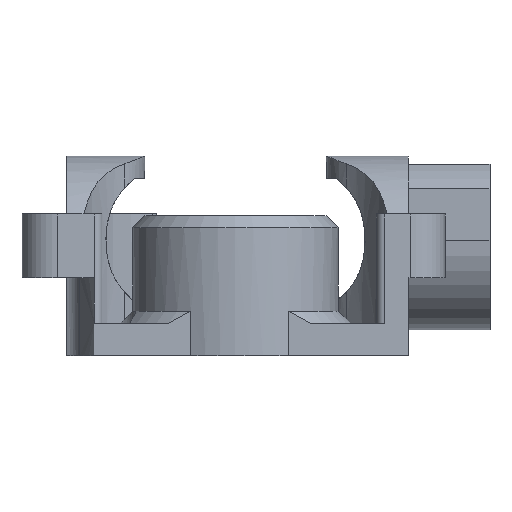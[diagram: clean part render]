
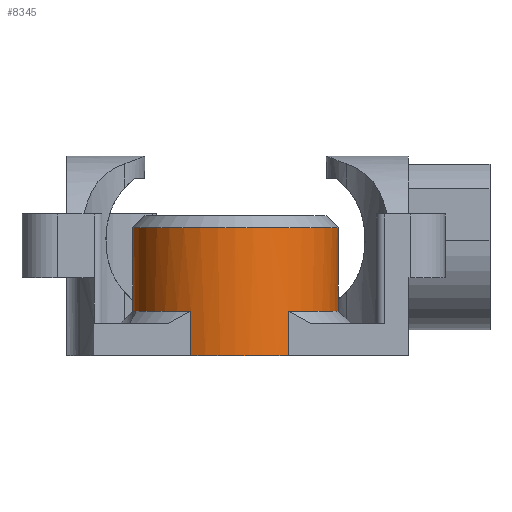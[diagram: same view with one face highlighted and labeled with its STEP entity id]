
A CAD part, left-side view. The second image highlights one B-rep face of the part: STEP entity #8345.
In plain terms, the highlighted cylindrical face has radius 12.6 mm (diameter 25.2 mm), a full revolution.
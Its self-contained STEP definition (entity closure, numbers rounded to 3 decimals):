
#788=B_SPLINE_CURVE_WITH_KNOTS('',3,(#16197,#16198,#16199,#16200,#16201,
#16202,#16203,#16204,#16205,#16206,#16207,#16208,#16209,#16210,#16211,#16212,
#16213,#16214,#16215,#16216,#16217,#16218,#16219,#16220,#16221,#16222,#16223,
#16224,#16225,#16226,#16227,#16228,#16229,#16230,#16231,#16232,#16233,#16234,
#16235,#16236,#16237,#16238),.UNSPECIFIED.,.T.,.F.,(4,2,2,2,2,2,2,2,2,2,
2,2,2,2,2,2,2,2,2,2,4),(0.,0.078,0.117,0.156,
0.185,0.213,0.242,0.27,
0.309,0.348,0.426,0.504,
0.543,0.582,0.611,0.639,
0.668,0.696,0.735,0.774,
0.853),.UNSPECIFIED.);
#885=CYLINDRICAL_SURFACE('',#8625,12.6);
#967=FACE_BOUND('',#1881,.T.);
#1397=FACE_OUTER_BOUND('',#1880,.T.);
#1880=EDGE_LOOP('',(#7216,#7217,#7218,#7219,#7220,#7221,#7222,#7223,#7224,
#7225));
#1881=EDGE_LOOP('',(#7226));
#2406=LINE('',#16189,#2941);
#2407=LINE('',#16191,#2942);
#2408=LINE('',#16195,#2943);
#2941=VECTOR('',#9481,12.6);
#2942=VECTOR('',#9482,10.);
#2943=VECTOR('',#9487,10.);
#3134=CIRCLE('',#8583,12.6);
#3135=CIRCLE('',#8584,12.6);
#3161=CIRCLE('',#8623,12.6);
#3163=CIRCLE('',#8626,12.6);
#3164=CIRCLE('',#8627,12.6);
#3165=CIRCLE('',#8628,12.6);
#3860=VERTEX_POINT('',#16061);
#3872=VERTEX_POINT('',#16085);
#3873=VERTEX_POINT('',#16087);
#3904=VERTEX_POINT('',#16170);
#3905=VERTEX_POINT('',#16174);
#3907=VERTEX_POINT('',#16187);
#3908=VERTEX_POINT('',#16190);
#3909=VERTEX_POINT('',#16192);
#3910=VERTEX_POINT('',#16196);
#5010=EDGE_CURVE('',#3873,#3872,#3134,.T.);
#5011=EDGE_CURVE('',#3860,#3873,#3135,.T.);
#5050=EDGE_CURVE('',#3904,#3905,#3161,.T.);
#5053=EDGE_CURVE('',#3907,#3907,#3163,.T.);
#5054=EDGE_CURVE('',#3907,#3873,#2406,.T.);
#5055=EDGE_CURVE('',#3872,#3908,#2407,.T.);
#5056=EDGE_CURVE('',#3909,#3908,#3164,.T.);
#5057=EDGE_CURVE('',#3905,#3909,#3165,.T.);
#5058=EDGE_CURVE('',#3904,#3860,#2408,.T.);
#5059=EDGE_CURVE('',#3910,#3910,#788,.T.);
#7216=ORIENTED_EDGE('',*,*,#5053,.F.);
#7217=ORIENTED_EDGE('',*,*,#5054,.T.);
#7218=ORIENTED_EDGE('',*,*,#5010,.T.);
#7219=ORIENTED_EDGE('',*,*,#5055,.T.);
#7220=ORIENTED_EDGE('',*,*,#5056,.F.);
#7221=ORIENTED_EDGE('',*,*,#5057,.F.);
#7222=ORIENTED_EDGE('',*,*,#5050,.F.);
#7223=ORIENTED_EDGE('',*,*,#5058,.T.);
#7224=ORIENTED_EDGE('',*,*,#5011,.T.);
#7225=ORIENTED_EDGE('',*,*,#5054,.F.);
#7226=ORIENTED_EDGE('',*,*,#5059,.T.);
#8345=ADVANCED_FACE('',(#1397,#967),#885,.T.);
#8583=AXIS2_PLACEMENT_3D('',#16088,#9381,#9382);
#8584=AXIS2_PLACEMENT_3D('',#16089,#9383,#9384);
#8623=AXIS2_PLACEMENT_3D('',#16175,#9473,#9474);
#8625=AXIS2_PLACEMENT_3D('',#16186,#9477,#9478);
#8626=AXIS2_PLACEMENT_3D('',#16188,#9479,#9480);
#8627=AXIS2_PLACEMENT_3D('',#16193,#9483,#9484);
#8628=AXIS2_PLACEMENT_3D('',#16194,#9485,#9486);
#9381=DIRECTION('center_axis',(0.,0.,1.));
#9382=DIRECTION('ref_axis',(1.,0.,0.));
#9383=DIRECTION('center_axis',(0.,0.,1.));
#9384=DIRECTION('ref_axis',(1.,0.,0.));
#9473=DIRECTION('center_axis',(0.,0.,-1.));
#9474=DIRECTION('ref_axis',(-1.,0.,0.));
#9477=DIRECTION('center_axis',(0.,0.,1.));
#9478=DIRECTION('ref_axis',(1.,0.,0.));
#9479=DIRECTION('center_axis',(0.,0.,1.));
#9480=DIRECTION('ref_axis',(1.,0.,0.));
#9481=DIRECTION('',(0.,0.,-1.));
#9482=DIRECTION('',(0.,0.,1.));
#9483=DIRECTION('center_axis',(0.,0.,-1.));
#9484=DIRECTION('ref_axis',(-1.,0.,0.));
#9485=DIRECTION('center_axis',(0.,0.,-1.));
#9486=DIRECTION('ref_axis',(1.,0.,0.));
#9487=DIRECTION('',(0.,0.,-1.));
#16061=CARTESIAN_POINT('',(-31.1,5.472,0.));
#16085=CARTESIAN_POINT('',(-30.565,-6.465,0.));
#16087=CARTESIAN_POINT('',(-32.35,0.,0.));
#16088=CARTESIAN_POINT('Origin',(-19.75,0.,0.));
#16089=CARTESIAN_POINT('Origin',(-19.75,0.,0.));
#16170=CARTESIAN_POINT('',(-31.1,5.472,5.5));
#16174=CARTESIAN_POINT('',(-22.37,12.325,5.5));
#16175=CARTESIAN_POINT('Origin',(-19.75,0.,5.5));
#16186=CARTESIAN_POINT('Origin',(-19.75,0.,0.));
#16187=CARTESIAN_POINT('',(-32.35,0.,15.7));
#16188=CARTESIAN_POINT('Origin',(-19.75,0.,15.7));
#16189=CARTESIAN_POINT('',(-32.35,0.,0.));
#16190=CARTESIAN_POINT('',(-30.565,-6.465,5.5));
#16191=CARTESIAN_POINT('',(-30.565,-6.465,0.));
#16192=CARTESIAN_POINT('',(-17.13,-12.325,5.5));
#16193=CARTESIAN_POINT('Origin',(-19.75,0.,5.5));
#16194=CARTESIAN_POINT('Origin',(-19.75,0.,5.5));
#16195=CARTESIAN_POINT('',(-31.1,5.472,0.));
#16196=CARTESIAN_POINT('',(-7.15,0.,15.4));
#16197=CARTESIAN_POINT('Ctrl Pts',(-7.15,0.,
15.4));
#16198=CARTESIAN_POINT('Ctrl Pts',(-7.15,0.26,
15.4));
#16199=CARTESIAN_POINT('Ctrl Pts',(-7.159,0.538,
15.35));
#16200=CARTESIAN_POINT('Ctrl Pts',(-7.182,0.911,15.19));
#16201=CARTESIAN_POINT('Ctrl Pts',(-7.192,1.028,15.122));
#16202=CARTESIAN_POINT('Ctrl Pts',(-7.21,1.237,14.961));
#16203=CARTESIAN_POINT('Ctrl Pts',(-7.22,1.328,14.867));
#16204=CARTESIAN_POINT('Ctrl Pts',(-7.234,1.456,14.683));
#16205=CARTESIAN_POINT('Ctrl Pts',(-7.24,1.504,14.591));
#16206=CARTESIAN_POINT('Ctrl Pts',(-7.248,1.569,14.397));
#16207=CARTESIAN_POINT('Ctrl Pts',(-7.25,1.584,14.295));
#16208=CARTESIAN_POINT('Ctrl Pts',(-7.25,1.584,14.105));
#16209=CARTESIAN_POINT('Ctrl Pts',(-7.248,1.569,14.003));
#16210=CARTESIAN_POINT('Ctrl Pts',(-7.24,1.504,13.809));
#16211=CARTESIAN_POINT('Ctrl Pts',(-7.234,1.456,13.717));
#16212=CARTESIAN_POINT('Ctrl Pts',(-7.22,1.328,13.533));
#16213=CARTESIAN_POINT('Ctrl Pts',(-7.21,1.237,13.439));
#16214=CARTESIAN_POINT('Ctrl Pts',(-7.192,1.028,13.278));
#16215=CARTESIAN_POINT('Ctrl Pts',(-7.182,0.911,13.21));
#16216=CARTESIAN_POINT('Ctrl Pts',(-7.159,0.538,
13.05));
#16217=CARTESIAN_POINT('Ctrl Pts',(-7.15,0.26,
13.));
#16218=CARTESIAN_POINT('Ctrl Pts',(-7.15,-0.26,
13.));
#16219=CARTESIAN_POINT('Ctrl Pts',(-7.159,-0.538,
13.05));
#16220=CARTESIAN_POINT('Ctrl Pts',(-7.182,-0.911,
13.21));
#16221=CARTESIAN_POINT('Ctrl Pts',(-7.192,-1.028,
13.278));
#16222=CARTESIAN_POINT('Ctrl Pts',(-7.21,-1.237,
13.439));
#16223=CARTESIAN_POINT('Ctrl Pts',(-7.22,-1.328,
13.533));
#16224=CARTESIAN_POINT('Ctrl Pts',(-7.234,-1.456,
13.717));
#16225=CARTESIAN_POINT('Ctrl Pts',(-7.24,-1.504,
13.809));
#16226=CARTESIAN_POINT('Ctrl Pts',(-7.248,-1.569,14.003));
#16227=CARTESIAN_POINT('Ctrl Pts',(-7.25,-1.584,
14.105));
#16228=CARTESIAN_POINT('Ctrl Pts',(-7.25,-1.584,
14.295));
#16229=CARTESIAN_POINT('Ctrl Pts',(-7.248,-1.569,14.397));
#16230=CARTESIAN_POINT('Ctrl Pts',(-7.24,-1.504,
14.591));
#16231=CARTESIAN_POINT('Ctrl Pts',(-7.234,-1.456,
14.683));
#16232=CARTESIAN_POINT('Ctrl Pts',(-7.22,-1.328,
14.867));
#16233=CARTESIAN_POINT('Ctrl Pts',(-7.21,-1.237,
14.961));
#16234=CARTESIAN_POINT('Ctrl Pts',(-7.192,-1.028,
15.122));
#16235=CARTESIAN_POINT('Ctrl Pts',(-7.182,-0.911,
15.19));
#16236=CARTESIAN_POINT('Ctrl Pts',(-7.159,-0.538,
15.35));
#16237=CARTESIAN_POINT('Ctrl Pts',(-7.15,-0.26,
15.4));
#16238=CARTESIAN_POINT('Ctrl Pts',(-7.15,0.,
15.4));
